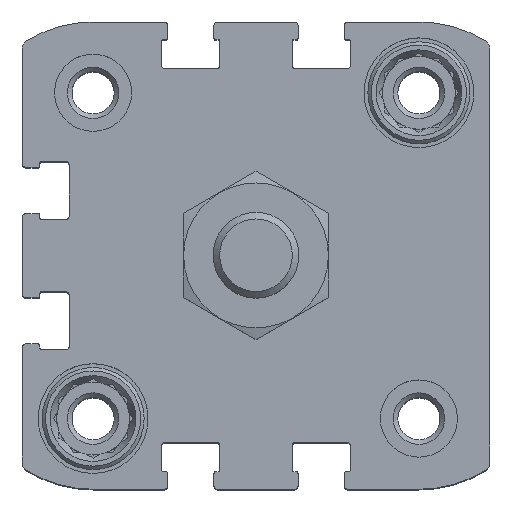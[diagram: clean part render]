
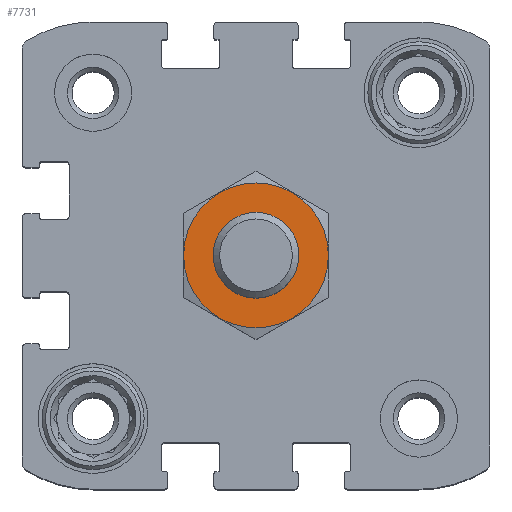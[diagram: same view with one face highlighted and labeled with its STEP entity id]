
A CAD part, top view. The second image highlights one B-rep face of the part: STEP entity #7731.
In plain terms, the highlighted face is planar.
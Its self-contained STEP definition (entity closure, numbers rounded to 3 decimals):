
#307=PLANE('',#8588);
#3799=ORIENTED_EDGE('',*,*,#4921,.F.);
#3800=ORIENTED_EDGE('',*,*,#4922,.T.);
#4921=EDGE_CURVE('',#5691,#5691,#6089,.T.);
#4922=EDGE_CURVE('',#5692,#5692,#6090,.T.);
#5691=VERTEX_POINT('',#13399);
#5692=VERTEX_POINT('',#13401);
#6089=CIRCLE('',#8589,8.45);
#6090=CIRCLE('',#8590,5.);
#6615=EDGE_LOOP('',(#3799));
#6616=EDGE_LOOP('',(#3800));
#7155=FACE_BOUND('',#6615,.T.);
#7156=FACE_BOUND('',#6616,.T.);
#7731=ADVANCED_FACE('',(#7155,#7156),#307,.F.);
#8588=AXIS2_PLACEMENT_3D('',#13397,#10818,#10819);
#8589=AXIS2_PLACEMENT_3D('',#13398,#10820,#10821);
#8590=AXIS2_PLACEMENT_3D('',#13400,#10822,#10823);
#10818=DIRECTION('',(0.,-1.,0.));
#10819=DIRECTION('',(0.,0.,-1.));
#10820=DIRECTION('',(0.,-1.,0.));
#10821=DIRECTION('',(0.,0.,-1.));
#10822=DIRECTION('',(0.,-1.,0.));
#10823=DIRECTION('',(0.,0.,-1.));
#13397=CARTESIAN_POINT('',(0.,0.,0.));
#13398=CARTESIAN_POINT('',(0.,0.,0.));
#13399=CARTESIAN_POINT('',(0.,0.,-8.45));
#13400=CARTESIAN_POINT('',(0.,0.,0.));
#13401=CARTESIAN_POINT('',(0.,0.,-5.));
